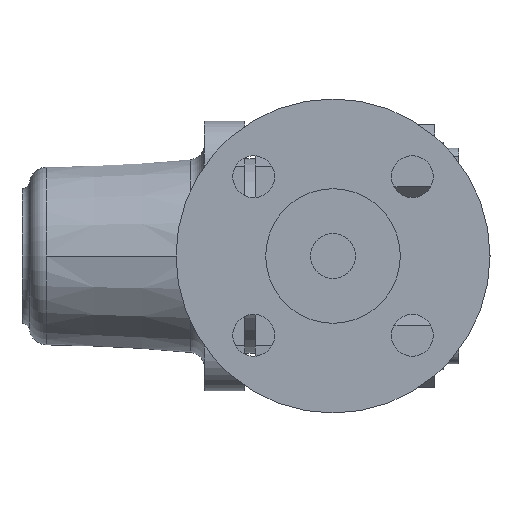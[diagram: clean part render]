
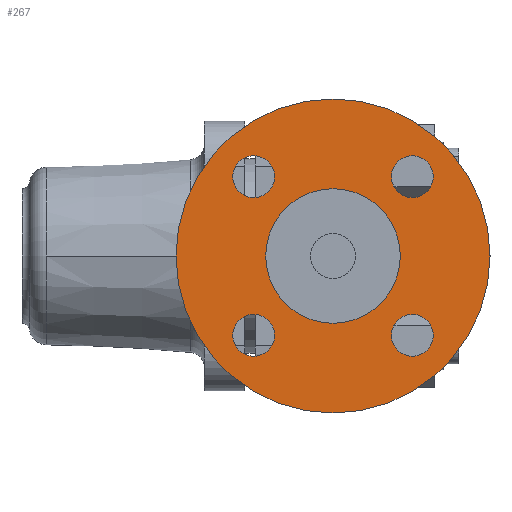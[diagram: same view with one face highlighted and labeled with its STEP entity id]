
A CAD part, left-side view. The second image highlights one B-rep face of the part: STEP entity #267.
In plain terms, the highlighted planar face has unit normal (-1, 0, 0).
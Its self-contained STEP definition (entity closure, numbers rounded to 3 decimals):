
#267 = ADVANCED_FACE( '', ( #700, #701, #702, #703, #704, #705 ), #706, .F. );
#700 = FACE_BOUND( '', #1166, .T. );
#701 = FACE_BOUND( '', #1167, .T. );
#702 = FACE_BOUND( '', #1168, .T. );
#703 = FACE_BOUND( '', #1169, .T. );
#704 = FACE_OUTER_BOUND( '', #1170, .T. );
#705 = FACE_BOUND( '', #1171, .T. );
#706 = PLANE( '', #1172 );
#1166 = EDGE_LOOP( '', ( #2715, #2716 ) );
#1167 = EDGE_LOOP( '', ( #2717, #2718 ) );
#1168 = EDGE_LOOP( '', ( #2719, #2720 ) );
#1169 = EDGE_LOOP( '', ( #2721, #2722 ) );
#1170 = EDGE_LOOP( '', ( #2723, #2724 ) );
#1171 = EDGE_LOOP( '', ( #2725, #2726 ) );
#1172 = AXIS2_PLACEMENT_3D( '', #2727, #2728, #2729 );
#2715 = ORIENTED_EDGE( '', *, *, #3381, .F. );
#2716 = ORIENTED_EDGE( '', *, *, #2949, .F. );
#2717 = ORIENTED_EDGE( '', *, *, #3382, .F. );
#2718 = ORIENTED_EDGE( '', *, *, #2945, .F. );
#2719 = ORIENTED_EDGE( '', *, *, #3383, .F. );
#2720 = ORIENTED_EDGE( '', *, *, #2941, .F. );
#2721 = ORIENTED_EDGE( '', *, *, #3384, .F. );
#2722 = ORIENTED_EDGE( '', *, *, #2937, .F. );
#2723 = ORIENTED_EDGE( '', *, *, #3385, .F. );
#2724 = ORIENTED_EDGE( '', *, *, #2933, .F. );
#2725 = ORIENTED_EDGE( '', *, *, #3386, .F. );
#2726 = ORIENTED_EDGE( '', *, *, #2893, .F. );
#2727 = CARTESIAN_POINT( '', ( 2., 0., 0. ) );
#2728 = DIRECTION( '', ( 1., 0., 0. ) );
#2729 = DIRECTION( '', ( 0., 0., -1. ) );
#2893 = EDGE_CURVE( '', #3410, #3413, #3414, .T. );
#2933 = EDGE_CURVE( '', #3487, #3483, #3489, .T. );
#2937 = EDGE_CURVE( '', #3495, #3491, #3497, .T. );
#2941 = EDGE_CURVE( '', #3503, #3499, #3505, .T. );
#2945 = EDGE_CURVE( '', #3511, #3507, #3513, .T. );
#2949 = EDGE_CURVE( '', #3519, #3515, #3521, .T. );
#3381 = EDGE_CURVE( '', #3515, #3519, #4222, .T. );
#3382 = EDGE_CURVE( '', #3507, #3511, #4223, .T. );
#3383 = EDGE_CURVE( '', #3499, #3503, #4224, .T. );
#3384 = EDGE_CURVE( '', #3491, #3495, #4225, .T. );
#3385 = EDGE_CURVE( '', #3483, #3487, #4226, .T. );
#3386 = EDGE_CURVE( '', #3413, #3410, #4227, .T. );
#3410 = VERTEX_POINT( '', #4253 );
#3413 = VERTEX_POINT( '', #4257 );
#3414 = CIRCLE( '', #4258, 22.5 );
#3483 = VERTEX_POINT( '', #4371 );
#3487 = VERTEX_POINT( '', #4376 );
#3489 = CIRCLE( '', #4379, 52.5 );
#3491 = VERTEX_POINT( '', #4381 );
#3495 = VERTEX_POINT( '', #4386 );
#3497 = CIRCLE( '', #4389, 7. );
#3499 = VERTEX_POINT( '', #4391 );
#3503 = VERTEX_POINT( '', #4396 );
#3505 = CIRCLE( '', #4399, 7. );
#3507 = VERTEX_POINT( '', #4401 );
#3511 = VERTEX_POINT( '', #4406 );
#3513 = CIRCLE( '', #4409, 7. );
#3515 = VERTEX_POINT( '', #4411 );
#3519 = VERTEX_POINT( '', #4416 );
#3521 = CIRCLE( '', #4419, 7. );
#4222 = CIRCLE( '', #5414, 7. );
#4223 = CIRCLE( '', #5415, 7. );
#4224 = CIRCLE( '', #5416, 7. );
#4225 = CIRCLE( '', #5417, 7. );
#4226 = CIRCLE( '', #5418, 52.5 );
#4227 = CIRCLE( '', #5419, 22.5 );
#4253 = CARTESIAN_POINT( '', ( 2., 22.5, 0. ) );
#4257 = CARTESIAN_POINT( '', ( 2., -22.5, 0. ) );
#4258 = AXIS2_PLACEMENT_3D( '', #5444, #5445, #5446 );
#4371 = CARTESIAN_POINT( '', ( 2., 0., -52.5 ) );
#4376 = CARTESIAN_POINT( '', ( 2., 0., 52.5 ) );
#4379 = AXIS2_PLACEMENT_3D( '', #5534, #5535, #5536 );
#4381 = CARTESIAN_POINT( '', ( 2., 26.517, -33.517 ) );
#4386 = CARTESIAN_POINT( '', ( 2., 26.517, -19.517 ) );
#4389 = AXIS2_PLACEMENT_3D( '', #5542, #5543, #5544 );
#4391 = CARTESIAN_POINT( '', ( 2., -26.517, -33.517 ) );
#4396 = CARTESIAN_POINT( '', ( 2., -26.517, -19.517 ) );
#4399 = AXIS2_PLACEMENT_3D( '', #5550, #5551, #5552 );
#4401 = CARTESIAN_POINT( '', ( 2., -26.517, 19.517 ) );
#4406 = CARTESIAN_POINT( '', ( 2., -26.517, 33.517 ) );
#4409 = AXIS2_PLACEMENT_3D( '', #5558, #5559, #5560 );
#4411 = CARTESIAN_POINT( '', ( 2., 26.517, 19.517 ) );
#4416 = CARTESIAN_POINT( '', ( 2., 26.517, 33.517 ) );
#4419 = AXIS2_PLACEMENT_3D( '', #5566, #5567, #5568 );
#5414 = AXIS2_PLACEMENT_3D( '', #6336, #6337, #6338 );
#5415 = AXIS2_PLACEMENT_3D( '', #6339, #6340, #6341 );
#5416 = AXIS2_PLACEMENT_3D( '', #6342, #6343, #6344 );
#5417 = AXIS2_PLACEMENT_3D( '', #6345, #6346, #6347 );
#5418 = AXIS2_PLACEMENT_3D( '', #6348, #6349, #6350 );
#5419 = AXIS2_PLACEMENT_3D( '', #6351, #6352, #6353 );
#5444 = CARTESIAN_POINT( '', ( 2., 0., 0. ) );
#5445 = DIRECTION( '', ( -1., 0., 0. ) );
#5446 = DIRECTION( '', ( 0., 1., 0. ) );
#5534 = CARTESIAN_POINT( '', ( 2., 0., 0. ) );
#5535 = DIRECTION( '', ( 1., 0., 0. ) );
#5536 = DIRECTION( '', ( 0., 0., -1. ) );
#5542 = CARTESIAN_POINT( '', ( 2., 26.517, -26.517 ) );
#5543 = DIRECTION( '', ( -1., 0., 0. ) );
#5544 = DIRECTION( '', ( 0., 0., -1. ) );
#5550 = CARTESIAN_POINT( '', ( 2., -26.517, -26.517 ) );
#5551 = DIRECTION( '', ( -1., 0., 0. ) );
#5552 = DIRECTION( '', ( 0., 0., -1. ) );
#5558 = CARTESIAN_POINT( '', ( 2., -26.517, 26.517 ) );
#5559 = DIRECTION( '', ( -1., 0., 0. ) );
#5560 = DIRECTION( '', ( 0., 0., -1. ) );
#5566 = CARTESIAN_POINT( '', ( 2., 26.517, 26.517 ) );
#5567 = DIRECTION( '', ( -1., 0., 0. ) );
#5568 = DIRECTION( '', ( 0., 0., -1. ) );
#6336 = CARTESIAN_POINT( '', ( 2., 26.517, 26.517 ) );
#6337 = DIRECTION( '', ( -1., 0., 0. ) );
#6338 = DIRECTION( '', ( 0., 0., -1. ) );
#6339 = CARTESIAN_POINT( '', ( 2., -26.517, 26.517 ) );
#6340 = DIRECTION( '', ( -1., 0., 0. ) );
#6341 = DIRECTION( '', ( 0., 0., -1. ) );
#6342 = CARTESIAN_POINT( '', ( 2., -26.517, -26.517 ) );
#6343 = DIRECTION( '', ( -1., 0., 0. ) );
#6344 = DIRECTION( '', ( 0., 0., -1. ) );
#6345 = CARTESIAN_POINT( '', ( 2., 26.517, -26.517 ) );
#6346 = DIRECTION( '', ( -1., 0., 0. ) );
#6347 = DIRECTION( '', ( 0., 0., -1. ) );
#6348 = CARTESIAN_POINT( '', ( 2., 0., 0. ) );
#6349 = DIRECTION( '', ( 1., 0., 0. ) );
#6350 = DIRECTION( '', ( 0., 0., -1. ) );
#6351 = CARTESIAN_POINT( '', ( 2., 0., 0. ) );
#6352 = DIRECTION( '', ( -1., 0., 0. ) );
#6353 = DIRECTION( '', ( 0., 1., 0. ) );
